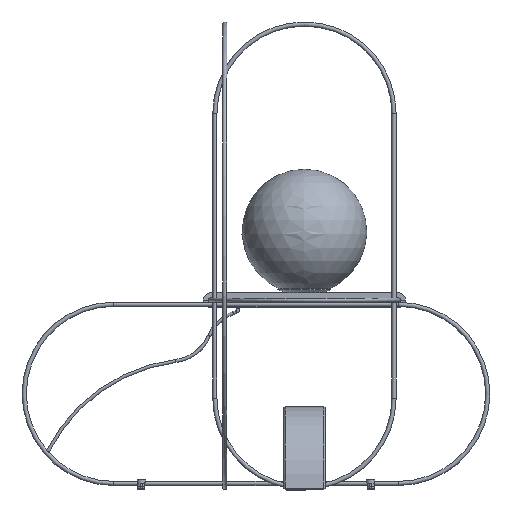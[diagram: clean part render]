
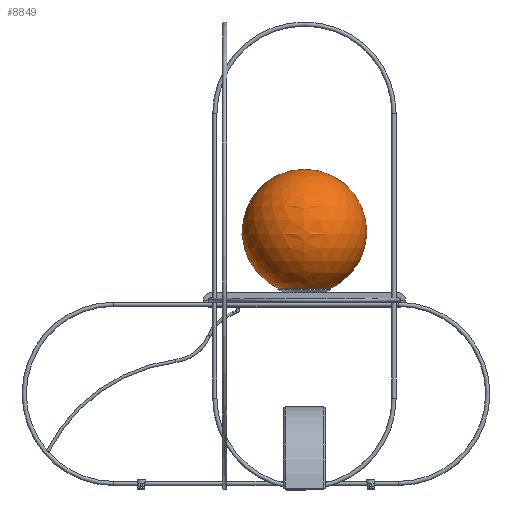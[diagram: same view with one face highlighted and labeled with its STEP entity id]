
A CAD part, left-side view. The second image highlights one B-rep face of the part: STEP entity #8849.
In plain terms, the highlighted spherical face has radius 60 mm.
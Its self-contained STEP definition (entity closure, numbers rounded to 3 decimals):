
#66=SPHERICAL_SURFACE('',#10248,60.);
#1156=FACE_OUTER_BOUND('',#1663,.T.);
#1663=EDGE_LOOP('',(#8162,#8163,#8164));
#3631=CIRCLE('',#10244,22.5);
#3634=CIRCLE('',#10249,60.);
#4458=VERTEX_POINT('',#16109);
#4461=VERTEX_POINT('',#16118);
#5698=EDGE_CURVE('',#4458,#4458,#3631,.T.);
#5702=EDGE_CURVE('',#4461,#4458,#3634,.T.);
#8162=ORIENTED_EDGE('',*,*,#5698,.F.);
#8163=ORIENTED_EDGE('',*,*,#5702,.F.);
#8164=ORIENTED_EDGE('',*,*,#5702,.T.);
#8849=ADVANCED_FACE('',(#1156),#66,.T.);
#10244=AXIS2_PLACEMENT_3D('',#16110,#12730,#12731);
#10248=AXIS2_PLACEMENT_3D('',#16117,#12739,#12740);
#10249=AXIS2_PLACEMENT_3D('',#16119,#12741,#12742);
#12730=DIRECTION('center_axis',(0.,0.,
-1.));
#12731=DIRECTION('ref_axis',(1.,0.,0.));
#12739=DIRECTION('center_axis',(0.,0.,
1.));
#12740=DIRECTION('ref_axis',(1.,0.,0.));
#12741=DIRECTION('center_axis',(0.,-1.,0.));
#12742=DIRECTION('ref_axis',(-1.,0.,0.));
#16109=CARTESIAN_POINT('',(-22.5,0.,0.));
#16110=CARTESIAN_POINT('Origin',(0.,0.,0.));
#16117=CARTESIAN_POINT('Origin',(0.,0.,
55.621));
#16118=CARTESIAN_POINT('',(0.,0.,115.621));
#16119=CARTESIAN_POINT('Origin',(0.,0.,
55.621));
